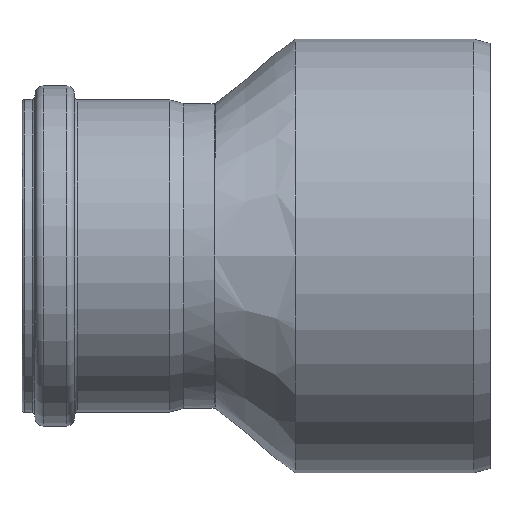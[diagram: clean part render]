
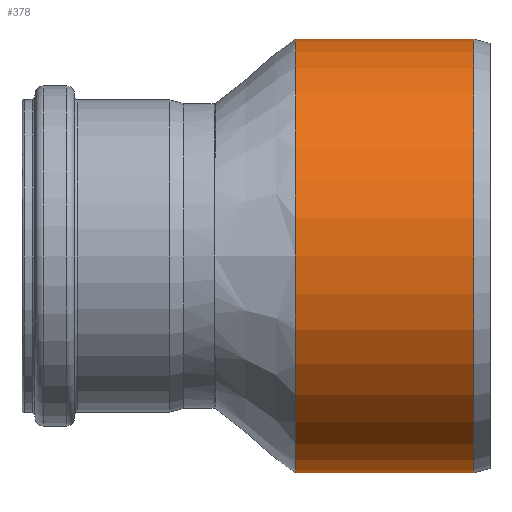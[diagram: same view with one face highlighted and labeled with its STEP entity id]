
A CAD part, left-side view. The second image highlights one B-rep face of the part: STEP entity #378.
In plain terms, the highlighted cylindrical face has radius 80 mm (diameter 160 mm), a full revolution.
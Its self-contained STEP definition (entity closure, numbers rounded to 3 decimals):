
#26=CYLINDRICAL_SURFACE('',#420,80.);
#42=FACE_BOUND('',#125,.T.);
#87=FACE_OUTER_BOUND('',#124,.T.);
#124=EDGE_LOOP('',(#313,#314));
#125=EDGE_LOOP('',(#315));
#187=CIRCLE('',#412,80.);
#188=CIRCLE('',#413,80.);
#189=CIRCLE('',#415,80.);
#223=VERTEX_POINT('',#1236);
#224=VERTEX_POINT('',#1238);
#225=VERTEX_POINT('',#1242);
#262=EDGE_CURVE('',#224,#223,#187,.T.);
#263=EDGE_CURVE('',#223,#224,#188,.T.);
#264=EDGE_CURVE('',#225,#225,#189,.T.);
#313=ORIENTED_EDGE('',*,*,#262,.T.);
#314=ORIENTED_EDGE('',*,*,#263,.T.);
#315=ORIENTED_EDGE('',*,*,#264,.F.);
#378=ADVANCED_FACE('',(#87,#42),#26,.T.);
#412=AXIS2_PLACEMENT_3D('',#1239,#485,#486);
#413=AXIS2_PLACEMENT_3D('',#1240,#487,#488);
#415=AXIS2_PLACEMENT_3D('',#1243,#491,#492);
#420=AXIS2_PLACEMENT_3D('',#1250,#501,#502);
#485=DIRECTION('center_axis',(0.,-1.,0.));
#486=DIRECTION('ref_axis',(1.,0.,0.));
#487=DIRECTION('center_axis',(0.,-1.,0.));
#488=DIRECTION('ref_axis',(1.,0.,0.));
#491=DIRECTION('center_axis',(0.,-1.,0.));
#492=DIRECTION('ref_axis',(1.,0.,0.));
#501=DIRECTION('center_axis',(0.,-1.,0.));
#502=DIRECTION('ref_axis',(1.,0.,0.));
#1236=CARTESIAN_POINT('',(-56.2,-35.929,0.));
#1238=CARTESIAN_POINT('',(103.8,-35.929,0.));
#1239=CARTESIAN_POINT('Origin',(23.8,-35.929,0.));
#1240=CARTESIAN_POINT('Origin',(23.8,-35.929,0.));
#1242=CARTESIAN_POINT('',(103.8,-101.677,0.));
#1243=CARTESIAN_POINT('Origin',(23.8,-101.677,0.));
#1250=CARTESIAN_POINT('Origin',(23.8,-68.803,0.));
